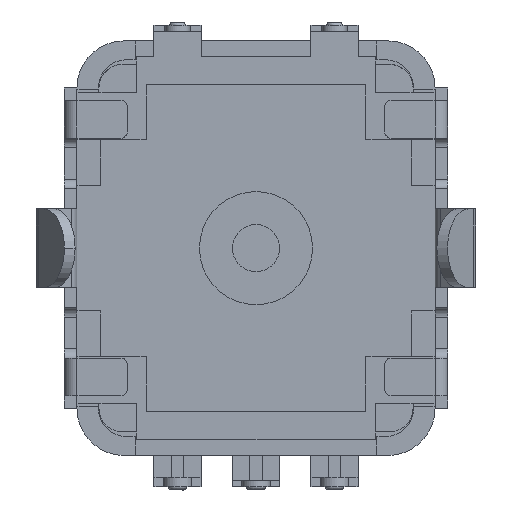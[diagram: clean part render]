
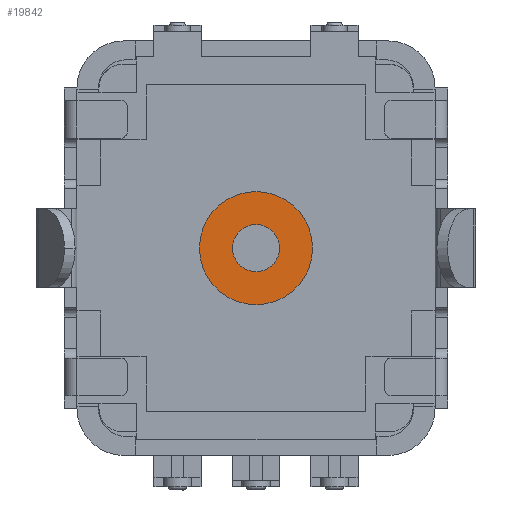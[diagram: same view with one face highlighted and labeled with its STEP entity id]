
A CAD part, front view. The second image highlights one B-rep face of the part: STEP entity #19842.
In plain terms, the highlighted planar face has unit normal (0, 1, 0).
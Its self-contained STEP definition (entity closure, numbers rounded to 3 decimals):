
#36 = EDGE_LOOP ( 'NONE', ( #1858, #8321 ) ) ;
#1360 = EDGE_CURVE ( 'NONE', #13221, #10780, #7348, .T. ) ;
#1716 = DIRECTION ( 'NONE',  ( 0., 0., 1. ) ) ;
#1764 = DIRECTION ( 'NONE',  ( 0., 1., 0. ) ) ;
#1858 = ORIENTED_EDGE ( 'NONE', *, *, #15735, .T. ) ;
#2304 = CARTESIAN_POINT ( 'NONE',  ( -8.073, -12.687, -7.726 ) ) ;
#3099 = DIRECTION ( 'NONE',  ( 0., 0., -1. ) ) ;
#3383 = CARTESIAN_POINT ( 'NONE',  ( -8.073, -12.687, -6.976 ) ) ;
#4553 = CIRCLE ( 'NONE', #13712, 0.75 ) ;
#5044 = FACE_BOUND ( 'NONE', #14817, .T. ) ;
#5090 = CARTESIAN_POINT ( 'NONE',  ( -8.073, -12.687, -6.976 ) ) ;
#5591 = EDGE_CURVE ( 'NONE', #10780, #13221, #4553, .T. ) ;
#5916 = CARTESIAN_POINT ( 'NONE',  ( -8.073, -12.687, -8.776 ) ) ;
#7175 = CARTESIAN_POINT ( 'NONE',  ( -8.073, -12.687, -6.226 ) ) ;
#7348 = CIRCLE ( 'NONE', #9471, 0.75 ) ;
#8217 = ORIENTED_EDGE ( 'NONE', *, *, #1360, .T. ) ;
#8321 = ORIENTED_EDGE ( 'NONE', *, *, #13831, .T. ) ;
#8447 = ORIENTED_EDGE ( 'NONE', *, *, #5591, .T. ) ;
#9341 = CARTESIAN_POINT ( 'NONE',  ( -8.073, -12.687, -5.176 ) ) ;
#9471 = AXIS2_PLACEMENT_3D ( 'NONE', #11703, #10056, #15220 ) ;
#9797 = CIRCLE ( 'NONE', #14354, 1.8 ) ;
#10056 = DIRECTION ( 'NONE',  ( 0., -1., 0. ) ) ;
#10780 = VERTEX_POINT ( 'NONE', #2304 ) ;
#11430 = DIRECTION ( 'NONE',  ( 0., 0., -1. ) ) ;
#11703 = CARTESIAN_POINT ( 'NONE',  ( -8.073, -12.687, -6.976 ) ) ;
#11789 = PLANE ( 'NONE',  #13500 ) ;
#12367 = DIRECTION ( 'NONE',  ( 0., 0., -1. ) ) ;
#13074 = DIRECTION ( 'NONE',  ( 0., 1., 0. ) ) ;
#13221 = VERTEX_POINT ( 'NONE', #7175 ) ;
#13500 = AXIS2_PLACEMENT_3D ( 'NONE', #3383, #16836, #1716 ) ;
#13590 = CIRCLE ( 'NONE', #14637, 1.8 ) ;
#13712 = AXIS2_PLACEMENT_3D ( 'NONE', #19288, #19394, #12367 ) ;
#13831 = EDGE_CURVE ( 'NONE', #17323, #20105, #9797, .T. ) ;
#14354 = AXIS2_PLACEMENT_3D ( 'NONE', #5090, #1764, #3099 ) ;
#14637 = AXIS2_PLACEMENT_3D ( 'NONE', #18022, #13074, #11430 ) ;
#14817 = EDGE_LOOP ( 'NONE', ( #8447, #8217 ) ) ;
#15220 = DIRECTION ( 'NONE',  ( 0., 0., -1. ) ) ;
#15735 = EDGE_CURVE ( 'NONE', #20105, #17323, #13590, .T. ) ;
#16836 = DIRECTION ( 'NONE',  ( 0., 1., 0. ) ) ;
#17323 = VERTEX_POINT ( 'NONE', #9341 ) ;
#18022 = CARTESIAN_POINT ( 'NONE',  ( -8.073, -12.687, -6.976 ) ) ;
#18499 = FACE_OUTER_BOUND ( 'NONE', #36, .T. ) ;
#19288 = CARTESIAN_POINT ( 'NONE',  ( -8.073, -12.687, -6.976 ) ) ;
#19394 = DIRECTION ( 'NONE',  ( 0., -1., 0. ) ) ;
#19842 = ADVANCED_FACE ( 'NONE', ( #5044, #18499 ), #11789, .T. ) ;
#20105 = VERTEX_POINT ( 'NONE', #5916 ) ;
